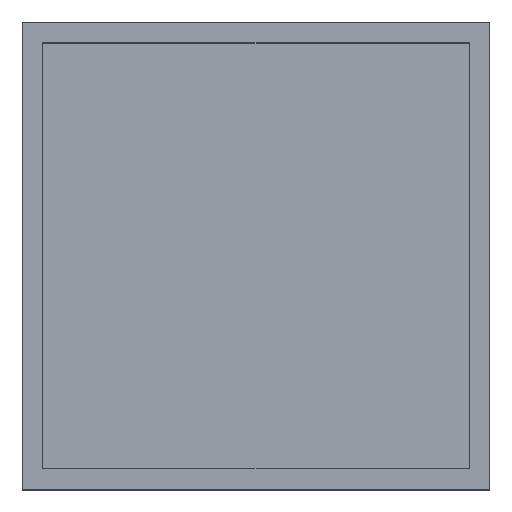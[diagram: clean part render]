
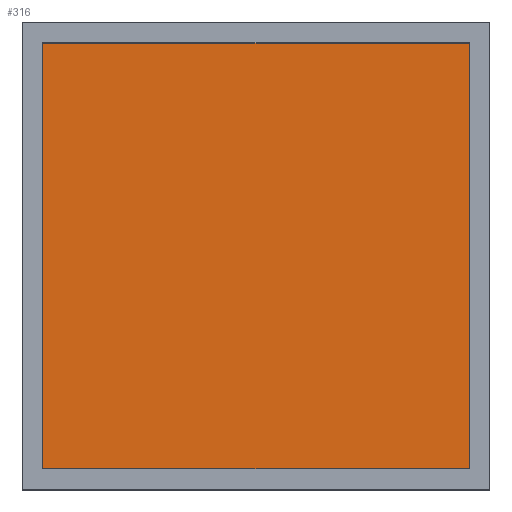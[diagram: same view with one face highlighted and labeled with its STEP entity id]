
A CAD part, top view. The second image highlights one B-rep face of the part: STEP entity #316.
In plain terms, the highlighted planar face has unit normal (0, 0, 1).
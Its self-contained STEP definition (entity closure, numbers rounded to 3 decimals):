
#168=CARTESIAN_POINT('',(186.62,-146.,42.));
#169=VERTEX_POINT('',#168);
#170=CARTESIAN_POINT('',(186.62,-44.,42.));
#171=VERTEX_POINT('',#170);
#172=CARTESIAN_POINT('',(186.62,-146.,42.));
#173=DIRECTION('',(0.,1.,0.));
#174=VECTOR('',#173,102.);
#175=LINE('',#172,#174);
#176=EDGE_CURVE('',#169,#171,#175,.T.);
#208=CARTESIAN_POINT('',(84.62,-146.,42.));
#209=VERTEX_POINT('',#208);
#210=CARTESIAN_POINT('',(84.62,-146.,42.));
#211=DIRECTION('',(1.,0.,0.));
#212=VECTOR('',#211,102.);
#213=LINE('',#210,#212);
#214=EDGE_CURVE('',#209,#169,#213,.T.);
#239=CARTESIAN_POINT('',(84.62,-44.,42.));
#240=VERTEX_POINT('',#239);
#241=CARTESIAN_POINT('',(84.62,-44.,42.));
#242=DIRECTION('',(0.,-1.,0.));
#243=VECTOR('',#242,102.);
#244=LINE('',#241,#243);
#245=EDGE_CURVE('',#240,#209,#244,.T.);
#270=CARTESIAN_POINT('',(186.62,-44.,42.));
#271=DIRECTION('',(-1.,0.,0.));
#272=VECTOR('',#271,102.);
#273=LINE('',#270,#272);
#274=EDGE_CURVE('',#171,#240,#273,.T.);
#305=CARTESIAN_POINT('',(0.,0.,42.));
#306=DIRECTION('',(0.,0.,1.));
#307=DIRECTION('',(1.,0.,0.));
#308=AXIS2_PLACEMENT_3D('',#305,#306,#307);
#309=PLANE('',#308);
#310=ORIENTED_EDGE('',*,*,#214,.T.);
#311=ORIENTED_EDGE('',*,*,#176,.T.);
#312=ORIENTED_EDGE('',*,*,#274,.T.);
#313=ORIENTED_EDGE('',*,*,#245,.T.);
#314=EDGE_LOOP('',(#310,#311,#312,#313));
#315=FACE_BOUND('',#314,.T.);
#316=ADVANCED_FACE('',(#315),#309,.T.);
